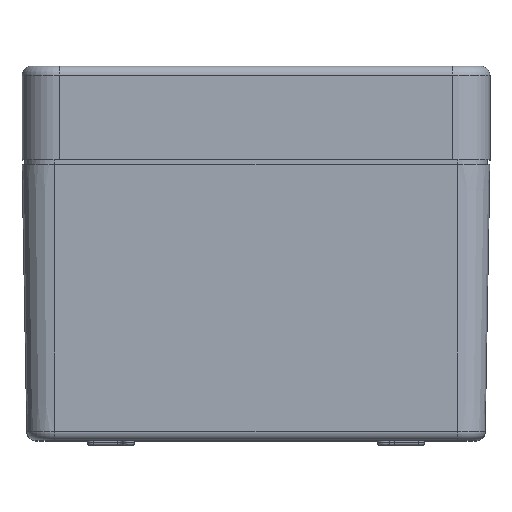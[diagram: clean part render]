
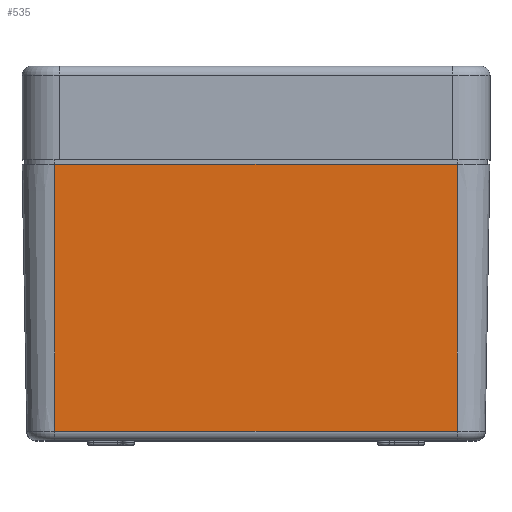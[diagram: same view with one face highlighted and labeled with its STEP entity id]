
A CAD part, top view. The second image highlights one B-rep face of the part: STEP entity #535.
In plain terms, the highlighted planar face has unit normal (0, -0.018, 1).
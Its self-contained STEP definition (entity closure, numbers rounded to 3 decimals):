
#535 = ADVANCED_FACE( '', ( #1149 ), #1150, .T. );
#1149 = FACE_OUTER_BOUND( '', #2583, .T. );
#1150 = PLANE( '', #2584 );
#2583 = EDGE_LOOP( '', ( #4891, #4892, #4893, #4894 ) );
#2584 = AXIS2_PLACEMENT_3D( '', #4895, #4896, #4897 );
#4891 = ORIENTED_EDGE( '', *, *, #8890, .T. );
#4892 = ORIENTED_EDGE( '', *, *, #8891, .F. );
#4893 = ORIENTED_EDGE( '', *, *, #8892, .F. );
#4894 = ORIENTED_EDGE( '', *, *, #8893, .F. );
#4895 = CARTESIAN_POINT( '', ( -44.144, 60., 50. ) );
#4896 = DIRECTION( '', ( 0., -0.017, 1. ) );
#4897 = DIRECTION( '', ( -1., 0., 0. ) );
#8890 = EDGE_CURVE( '', #10268, #10303, #10304, .T. );
#8891 = EDGE_CURVE( '', #10305, #10303, #10306, .T. );
#8892 = EDGE_CURVE( '', #10307, #10305, #10308, .T. );
#8893 = EDGE_CURVE( '', #10268, #10307, #10309, .T. );
#10268 = VERTEX_POINT( '', #12618 );
#10303 = VERTEX_POINT( '', #12665 );
#10304 = LINE( '', #12666, #12667 );
#10305 = VERTEX_POINT( '', #12668 );
#10306 = LINE( '', #12669, #12670 );
#10307 = VERTEX_POINT( '', #12671 );
#10308 = LINE( '', #12672, #12673 );
#10309 = LINE( '', #12674, #12675 );
#12618 = CARTESIAN_POINT( '', ( 43., 1.965, 48.987 ) );
#12665 = CARTESIAN_POINT( '', ( 43., 59., 49.983 ) );
#12666 = CARTESIAN_POINT( '', ( 43., 1.965, 48.987 ) );
#12667 = VECTOR( '', #17009, 1000. );
#12668 = CARTESIAN_POINT( '', ( -43., 59., 49.983 ) );
#12669 = CARTESIAN_POINT( '', ( -43., 59., 49.983 ) );
#12670 = VECTOR( '', #17010, 1000. );
#12671 = CARTESIAN_POINT( '', ( -43., 1.965, 48.987 ) );
#12672 = CARTESIAN_POINT( '', ( -43., 1.965, 48.987 ) );
#12673 = VECTOR( '', #17011, 1000. );
#12674 = CARTESIAN_POINT( '', ( 43., 1.965, 48.987 ) );
#12675 = VECTOR( '', #17012, 1000. );
#17009 = DIRECTION( '', ( 0., 1., 0.017 ) );
#17010 = DIRECTION( '', ( 1., 0., 0. ) );
#17011 = DIRECTION( '', ( 0., 1., 0.017 ) );
#17012 = DIRECTION( '', ( -1., 0., 0. ) );
